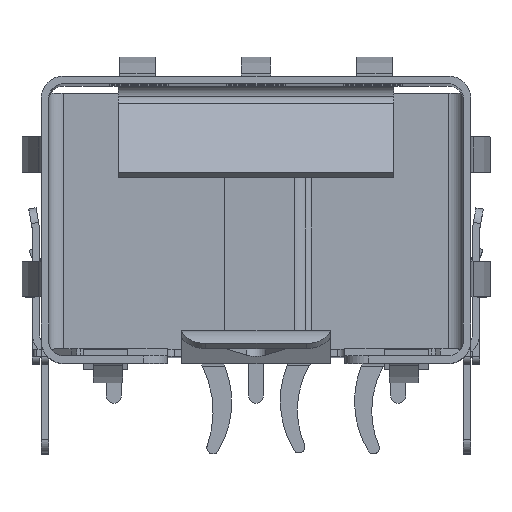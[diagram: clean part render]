
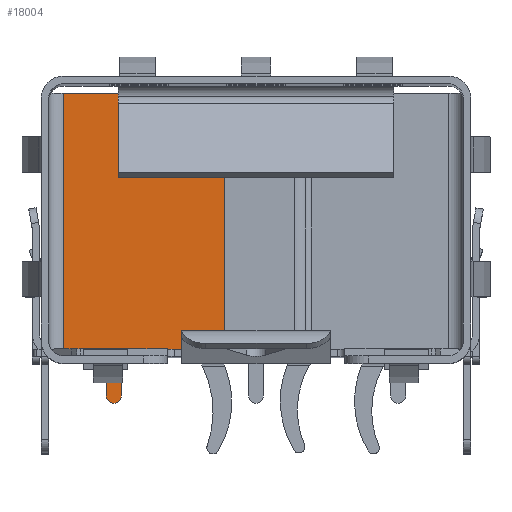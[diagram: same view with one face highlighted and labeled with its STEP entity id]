
A CAD part, top view. The second image highlights one B-rep face of the part: STEP entity #18004.
In plain terms, the highlighted planar face has unit normal (0, 0, 1).
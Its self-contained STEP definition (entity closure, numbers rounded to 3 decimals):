
#415 = VECTOR ( 'NONE', #22840, 1000. ) ;
#438 = EDGE_CURVE ( 'NONE', #26414, #20690, #18073, .T. ) ;
#920 = ORIENTED_EDGE ( 'NONE', *, *, #3385, .F. ) ;
#1217 = EDGE_CURVE ( 'NONE', #26580, #2806, #4100, .T. ) ;
#1929 = EDGE_CURVE ( 'NONE', #26414, #8717, #25472, .T. ) ;
#2806 = VERTEX_POINT ( 'NONE', #19260 ) ;
#3307 = EDGE_CURVE ( 'NONE', #15223, #16055, #11545, .T. ) ;
#3385 = EDGE_CURVE ( 'NONE', #2806, #26390, #7006, .T. ) ;
#3760 = CARTESIAN_POINT ( 'NONE',  ( -4.64, -0.5, -48.446 ) ) ;
#3905 = CARTESIAN_POINT ( 'NONE',  ( -4.55, -9.51, -48.446 ) ) ;
#4086 = VECTOR ( 'NONE', #20495, 1000. ) ;
#4100 = CIRCLE ( 'NONE', #14288, 0.25 ) ;
#4665 = DIRECTION ( 'NONE',  ( 1., 0., 0. ) ) ;
#5221 = CARTESIAN_POINT ( 'NONE',  ( -4.64, 0., -48.446 ) ) ;
#5768 = DIRECTION ( 'NONE',  ( 1., 0., 0. ) ) ;
#6035 = DIRECTION ( 'NONE',  ( 0., 0., 1. ) ) ;
#6466 = VERTEX_POINT ( 'NONE', #7022 ) ;
#6495 = ORIENTED_EDGE ( 'NONE', *, *, #22819, .F. ) ;
#6821 = DIRECTION ( 'NONE',  ( 0., 0., 1. ) ) ;
#6956 = DIRECTION ( 'NONE',  ( 1., 0., 0. ) ) ;
#7006 = LINE ( 'NONE', #20506, #19906 ) ;
#7022 = CARTESIAN_POINT ( 'NONE',  ( -1.06, 0., -48.446 ) ) ;
#7312 = VERTEX_POINT ( 'NONE', #14331 ) ;
#7369 = EDGE_CURVE ( 'NONE', #26390, #7312, #24853, .T. ) ;
#8064 = EDGE_CURVE ( 'NONE', #16055, #26580, #24700, .T. ) ;
#8138 = AXIS2_PLACEMENT_3D ( 'NONE', #21562, #6035, #25780 ) ;
#8717 = VERTEX_POINT ( 'NONE', #15496 ) ;
#8754 = CARTESIAN_POINT ( 'NONE',  ( -4.25, -9.51, -48.446 ) ) ;
#8811 = ORIENTED_EDGE ( 'NONE', *, *, #7369, .F. ) ;
#9711 = CARTESIAN_POINT ( 'NONE',  ( -1.06, -9.21, -48.446 ) ) ;
#10120 = LINE ( 'NONE', #21747, #27264 ) ;
#10600 = ORIENTED_EDGE ( 'NONE', *, *, #16940, .F. ) ;
#11150 = DIRECTION ( 'NONE',  ( 0., 0., -1. ) ) ;
#11167 = DIRECTION ( 'NONE',  ( 1., 0., 0. ) ) ;
#11364 = VECTOR ( 'NONE', #11167, 1000. ) ;
#11545 = CIRCLE ( 'NONE', #13412, 0.3 ) ;
#12582 = EDGE_CURVE ( 'NONE', #8717, #7312, #10120, .T. ) ;
#13090 = CARTESIAN_POINT ( 'NONE',  ( -4.64, 0., -48.446 ) ) ;
#13371 = ORIENTED_EDGE ( 'NONE', *, *, #438, .F. ) ;
#13374 = LINE ( 'NONE', #24123, #11364 ) ;
#13412 = AXIS2_PLACEMENT_3D ( 'NONE', #8754, #17908, #26751 ) ;
#13672 = CARTESIAN_POINT ( 'NONE',  ( -4.55, -9.51, -48.446 ) ) ;
#13792 = LINE ( 'NONE', #5221, #17547 ) ;
#14108 = EDGE_LOOP ( 'NONE', ( #21745, #6495, #10600, #13371, #27898, #25919, #8811, #920, #25712, #23778, #14952, #20670 ) ) ;
#14288 = AXIS2_PLACEMENT_3D ( 'NONE', #15673, #11150, #6956 ) ;
#14331 = CARTESIAN_POINT ( 'NONE',  ( -5.35, -9.21, -48.446 ) ) ;
#14952 = ORIENTED_EDGE ( 'NONE', *, *, #3307, .F. ) ;
#15223 = VERTEX_POINT ( 'NONE', #28640 ) ;
#15496 = CARTESIAN_POINT ( 'NONE',  ( -6.5, -9.21, -48.446 ) ) ;
#15673 = CARTESIAN_POINT ( 'NONE',  ( -4.8, -10.71, -48.446 ) ) ;
#15862 = DIRECTION ( 'NONE',  ( 0., 1., 0. ) ) ;
#16055 = VERTEX_POINT ( 'NONE', #3905 ) ;
#16336 = CARTESIAN_POINT ( 'NONE',  ( -5.05, -9.51, -48.446 ) ) ;
#16940 = EDGE_CURVE ( 'NONE', #20690, #28115, #22670, .T. ) ;
#17547 = VECTOR ( 'NONE', #22649, 1000. ) ;
#17697 = CARTESIAN_POINT ( 'NONE',  ( -1.06, -9.21, -48.446 ) ) ;
#17908 = DIRECTION ( 'NONE',  ( 0., 0., 1. ) ) ;
#17917 = CARTESIAN_POINT ( 'NONE',  ( -4.55, -10.71, -48.446 ) ) ;
#18004 = ADVANCED_FACE ( 'NONE', ( #24543 ), #19914, .T. ) ;
#18073 = LINE ( 'NONE', #24875, #415 ) ;
#18154 = VERTEX_POINT ( 'NONE', #9711 ) ;
#18217 = VECTOR ( 'NONE', #26539, 1000. ) ;
#19141 = EDGE_CURVE ( 'NONE', #15223, #18154, #13374, .T. ) ;
#19260 = CARTESIAN_POINT ( 'NONE',  ( -5.05, -10.71, -48.446 ) ) ;
#19611 = DIRECTION ( 'NONE',  ( 0., -1., 0. ) ) ;
#19906 = VECTOR ( 'NONE', #15862, 1000. ) ;
#19914 = PLANE ( 'NONE',  #22199 ) ;
#20189 = CARTESIAN_POINT ( 'NONE',  ( -6.5, -0.5, -48.446 ) ) ;
#20307 = LINE ( 'NONE', #17697, #18217 ) ;
#20495 = DIRECTION ( 'NONE',  ( 0., -1., 0. ) ) ;
#20506 = CARTESIAN_POINT ( 'NONE',  ( -5.05, -10.71, -48.446 ) ) ;
#20670 = ORIENTED_EDGE ( 'NONE', *, *, #19141, .T. ) ;
#20690 = VERTEX_POINT ( 'NONE', #22979 ) ;
#21459 = VECTOR ( 'NONE', #19611, 1000. ) ;
#21562 = CARTESIAN_POINT ( 'NONE',  ( -5.35, -9.51, -48.446 ) ) ;
#21745 = ORIENTED_EDGE ( 'NONE', *, *, #24228, .T. ) ;
#21747 = CARTESIAN_POINT ( 'NONE',  ( -6.5, -9.21, -48.446 ) ) ;
#22199 = AXIS2_PLACEMENT_3D ( 'NONE', #20189, #6821, #4665 ) ;
#22649 = DIRECTION ( 'NONE',  ( 1., 0., 0. ) ) ;
#22670 = LINE ( 'NONE', #3760, #28616 ) ;
#22819 = EDGE_CURVE ( 'NONE', #28115, #6466, #13792, .T. ) ;
#22840 = DIRECTION ( 'NONE',  ( 1., 0., 0. ) ) ;
#22979 = CARTESIAN_POINT ( 'NONE',  ( -4.64, -0.5, -48.446 ) ) ;
#23778 = ORIENTED_EDGE ( 'NONE', *, *, #8064, .F. ) ;
#24123 = CARTESIAN_POINT ( 'NONE',  ( -4.25, -9.21, -48.446 ) ) ;
#24228 = EDGE_CURVE ( 'NONE', #18154, #6466, #20307, .T. ) ;
#24543 = FACE_OUTER_BOUND ( 'NONE', #14108, .T. ) ;
#24700 = LINE ( 'NONE', #13672, #4086 ) ;
#24853 = CIRCLE ( 'NONE', #8138, 0.3 ) ;
#24875 = CARTESIAN_POINT ( 'NONE',  ( -6.5, -0.5, -48.446 ) ) ;
#25186 = CARTESIAN_POINT ( 'NONE',  ( -6.5, -0.5, -48.446 ) ) ;
#25265 = DIRECTION ( 'NONE',  ( 0., 1., 0. ) ) ;
#25472 = LINE ( 'NONE', #27652, #21459 ) ;
#25712 = ORIENTED_EDGE ( 'NONE', *, *, #1217, .F. ) ;
#25780 = DIRECTION ( 'NONE',  ( 1., 0., 0. ) ) ;
#25919 = ORIENTED_EDGE ( 'NONE', *, *, #12582, .T. ) ;
#26390 = VERTEX_POINT ( 'NONE', #16336 ) ;
#26414 = VERTEX_POINT ( 'NONE', #25186 ) ;
#26539 = DIRECTION ( 'NONE',  ( 0., 1., 0. ) ) ;
#26580 = VERTEX_POINT ( 'NONE', #17917 ) ;
#26751 = DIRECTION ( 'NONE',  ( 0., 1., 0. ) ) ;
#27264 = VECTOR ( 'NONE', #5768, 1000. ) ;
#27652 = CARTESIAN_POINT ( 'NONE',  ( -6.5, -0.5, -48.446 ) ) ;
#27898 = ORIENTED_EDGE ( 'NONE', *, *, #1929, .T. ) ;
#28115 = VERTEX_POINT ( 'NONE', #13090 ) ;
#28616 = VECTOR ( 'NONE', #25265, 1000. ) ;
#28640 = CARTESIAN_POINT ( 'NONE',  ( -4.25, -9.21, -48.446 ) ) ;
